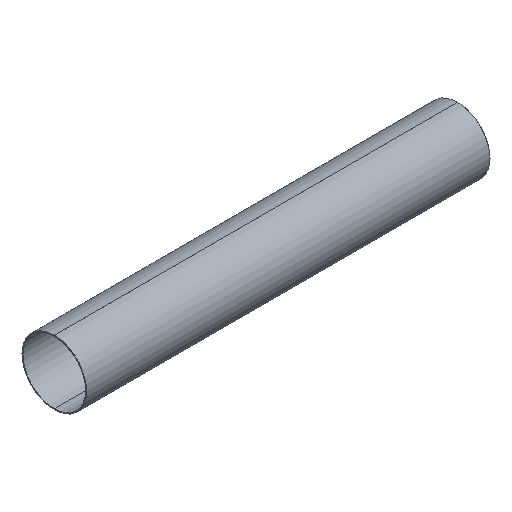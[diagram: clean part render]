
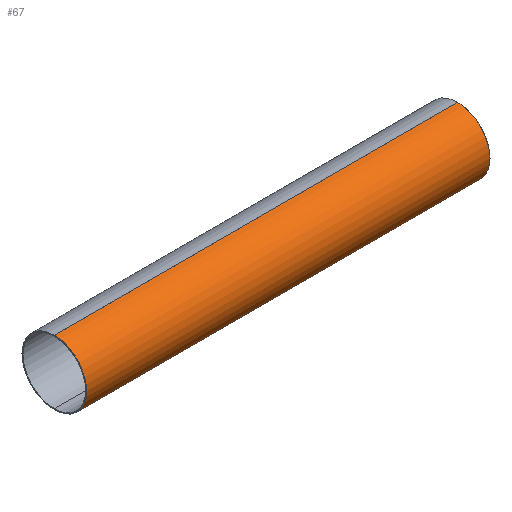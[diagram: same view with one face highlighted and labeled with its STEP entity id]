
A CAD part, isometric view. The second image highlights one B-rep face of the part: STEP entity #67.
In plain terms, the highlighted cylindrical face has radius 400 mm (diameter 800 mm), a partial arc.
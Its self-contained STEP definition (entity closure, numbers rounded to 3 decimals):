
#55 = VERTEX_POINT( '', #127 );
#67 = ADVANCED_FACE( '', ( #139 ), #140, .T. );
#73 = VERTEX_POINT( '', #146 );
#77 = EDGE_CURVE( '', #83, #55, #151, .T. );
#79 = EDGE_CURVE( '', #95, #73, #153, .T. );
#83 = VERTEX_POINT( '', #157 );
#91 = EDGE_CURVE( '', #55, #95, #165, .T. );
#95 = VERTEX_POINT( '', #171 );
#103 = EDGE_CURVE( '', #73, #83, #181, .T. );
#127 = CARTESIAN_POINT( '', ( 5000., 0., -400. ) );
#139 = FACE_OUTER_BOUND( '', #210, .T. );
#140 = CYLINDRICAL_SURFACE( '', #211, 400. );
#146 = CARTESIAN_POINT( '', ( 0., 0., 400. ) );
#151 = LINE( '', #225, #226 );
#153 = LINE( '', #229, #230 );
#157 = CARTESIAN_POINT( '', ( 0., 0., -400. ) );
#165 = CIRCLE( '', #246, 400. );
#171 = CARTESIAN_POINT( '', ( 5000., 0., 400. ) );
#181 = CIRCLE( '', #264, 400. );
#210 = EDGE_LOOP( '', ( #288, #289, #290, #291 ) );
#211 = AXIS2_PLACEMENT_3D( '', #292, #293, #294 );
#225 = CARTESIAN_POINT( '', ( 0., 0., -400. ) );
#226 = VECTOR( '', #304, 1. );
#229 = CARTESIAN_POINT( '', ( 0., 0., 400. ) );
#230 = VECTOR( '', #305, 1. );
#246 = AXIS2_PLACEMENT_3D( '', #310, #311, #312 );
#264 = AXIS2_PLACEMENT_3D( '', #340, #341, #342 );
#288 = ORIENTED_EDGE( '', *, *, #77, .T. );
#289 = ORIENTED_EDGE( '', *, *, #91, .T. );
#290 = ORIENTED_EDGE( '', *, *, #79, .T. );
#291 = ORIENTED_EDGE( '', *, *, #103, .T. );
#292 = CARTESIAN_POINT( '', ( 0., 0., 0. ) );
#293 = DIRECTION( '', ( -1., 0., 0. ) );
#294 = DIRECTION( '', ( 0., 0., -1. ) );
#304 = DIRECTION( '', ( 1., 0., 0. ) );
#305 = DIRECTION( '', ( -1., 0., 0. ) );
#310 = CARTESIAN_POINT( '', ( 5000., 0., 0. ) );
#311 = DIRECTION( '', ( -1., 0., 0. ) );
#312 = DIRECTION( '', ( 0., 0., -1. ) );
#340 = CARTESIAN_POINT( '', ( 0., 0., 0. ) );
#341 = DIRECTION( '', ( 1., 0., 0. ) );
#342 = DIRECTION( '', ( 0., 0., -1. ) );
